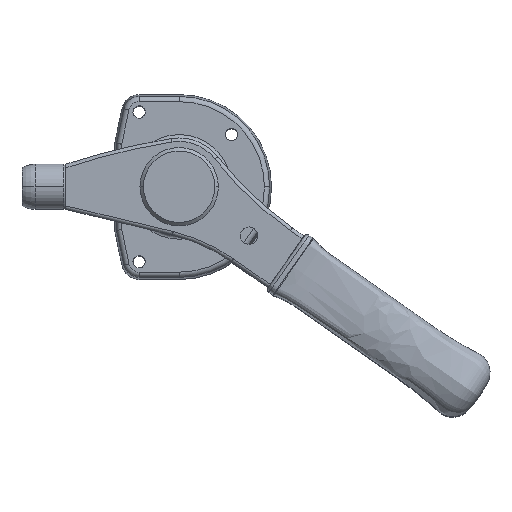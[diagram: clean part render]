
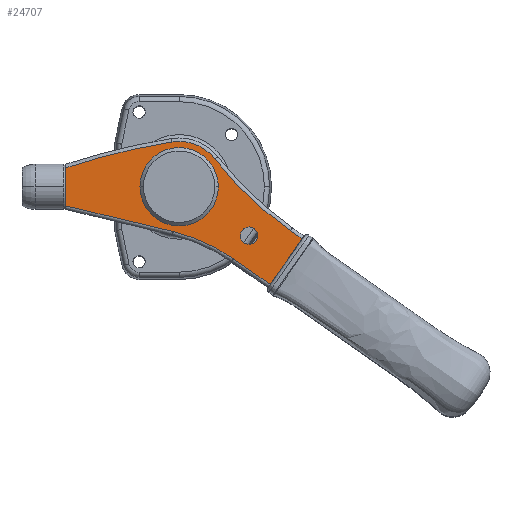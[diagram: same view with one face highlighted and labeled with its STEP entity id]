
A CAD part, top view. The second image highlights one B-rep face of the part: STEP entity #24707.
In plain terms, the highlighted planar face has unit normal (0, 0, 1).
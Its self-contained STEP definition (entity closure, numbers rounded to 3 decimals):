
#24154 = VERTEX_POINT ( 'NONE', #26040 ) ;
#24158 = EDGE_CURVE ( 'NONE', #24154, #24160, #26034, .T. ) ;
#24160 = VERTEX_POINT ( 'NONE', #26029 ) ;
#24289 = EDGE_CURVE ( 'NONE', #24290, #24333, #26500, .T. ) ;
#24290 = VERTEX_POINT ( 'NONE', #26495 ) ;
#24333 = VERTEX_POINT ( 'NONE', #26625 ) ;
#24349 = VERTEX_POINT ( 'NONE', #26670 ) ;
#24353 = EDGE_CURVE ( 'NONE', #24349, #24354, #26667, .T. ) ;
#24354 = VERTEX_POINT ( 'NONE', #26660 ) ;
#24382 = EDGE_CURVE ( 'NONE', #24354, #24349, #26718, .T. ) ;
#24568 = VERTEX_POINT ( 'NONE', #27243 ) ;
#24570 = EDGE_CURVE ( 'NONE', #24572, #24568, #27241, .T. ) ;
#24572 = VERTEX_POINT ( 'NONE', #27215 ) ;
#24581 = EDGE_CURVE ( 'NONE', #24718, #24290, #27327, .T. ) ;
#24582 = ORIENTED_EDGE ( 'NONE', *, *, #24289, .T. ) ;
#24583 = ORIENTED_EDGE ( 'NONE', *, *, #24679, .T. ) ;
#24608 = EDGE_LOOP ( 'NONE', ( #24709, #24712, #24715, #24720, #24582, #24583, #24682, #24689, #24692 ) ) ;
#24655 = ORIENTED_EDGE ( 'NONE', *, *, #24656, .F. ) ;
#24656 = EDGE_CURVE ( 'NONE', #24160, #24154, #27396, .T. ) ;
#24659 = ORIENTED_EDGE ( 'NONE', *, *, #24158, .F. ) ;
#24679 = EDGE_CURVE ( 'NONE', #24333, #24681, #27488, .T. ) ;
#24681 = VERTEX_POINT ( 'NONE', #27484 ) ;
#24682 = ORIENTED_EDGE ( 'NONE', *, *, #24685, .T. ) ;
#24685 = EDGE_CURVE ( 'NONE', #24681, #24688, #27483, .T. ) ;
#24688 = VERTEX_POINT ( 'NONE', #27478 ) ;
#24689 = ORIENTED_EDGE ( 'NONE', *, *, #24690, .T. ) ;
#24690 = EDGE_CURVE ( 'NONE', #24688, #24691, #27473, .T. ) ;
#24691 = VERTEX_POINT ( 'NONE', #27463 ) ;
#24692 = ORIENTED_EDGE ( 'NONE', *, *, #24694, .T. ) ;
#24694 = EDGE_CURVE ( 'NONE', #24691, #24572, #27535, .T. ) ;
#24697 = EDGE_LOOP ( 'NONE', ( #24700, #24701 ) ) ;
#24700 = ORIENTED_EDGE ( 'NONE', *, *, #24382, .F. ) ;
#24701 = ORIENTED_EDGE ( 'NONE', *, *, #24353, .F. ) ;
#24702 = EDGE_LOOP ( 'NONE', ( #24655, #24659 ) ) ;
#24707 = ADVANCED_FACE ( 'NONE', ( #27536, #27530, #27529 ), #27528, .T. ) ;
#24709 = ORIENTED_EDGE ( 'NONE', *, *, #24570, .T. ) ;
#24712 = ORIENTED_EDGE ( 'NONE', *, *, #24713, .T. ) ;
#24713 = EDGE_CURVE ( 'NONE', #24568, #24714, #27523, .T. ) ;
#24714 = VERTEX_POINT ( 'NONE', #27519 ) ;
#24715 = ORIENTED_EDGE ( 'NONE', *, *, #24716, .T. ) ;
#24716 = EDGE_CURVE ( 'NONE', #24714, #24718, #27518, .T. ) ;
#24718 = VERTEX_POINT ( 'NONE', #27513 ) ;
#24720 = ORIENTED_EDGE ( 'NONE', *, *, #24581, .T. ) ;
#26029 = CARTESIAN_POINT ( 'NONE',  ( 13.1, 0., 13. ) ) ;
#26030 = DIRECTION ( 'NONE',  ( 1., 0., 0. ) ) ;
#26031 = DIRECTION ( 'NONE',  ( 0., 0., 1. ) ) ;
#26032 = CARTESIAN_POINT ( 'NONE',  ( 0., 0., 13. ) ) ;
#26033 = AXIS2_PLACEMENT_3D ( 'NONE', #26032, #26031, #26030 ) ;
#26034 = CIRCLE ( 'NONE', #26033, 13.1 ) ;
#26040 = CARTESIAN_POINT ( 'NONE',  ( -13.1, 0., 13. ) ) ;
#26495 = CARTESIAN_POINT ( 'NONE',  ( 52.259, -56.125, 13. ) ) ;
#26496 = DIRECTION ( 'NONE',  ( 0.574, 0.819, 0. ) ) ;
#26497 = VECTOR ( 'NONE', #26496, 1000. ) ;
#26498 = CARTESIAN_POINT ( 'NONE',  ( 51.112, -57.763, 13. ) ) ;
#26500 = LINE ( 'NONE', #26498, #26497 ) ;
#26625 = CARTESIAN_POINT ( 'NONE',  ( 70.614, -29.912, 13. ) ) ;
#26660 = CARTESIAN_POINT ( 'NONE',  ( 45.188, -28.105, 13. ) ) ;
#26662 = DIRECTION ( 'NONE',  ( 1., 0., 0. ) ) ;
#26663 = DIRECTION ( 'NONE',  ( 0., 0., 1. ) ) ;
#26665 = CARTESIAN_POINT ( 'NONE',  ( 40.138, -28.105, 13. ) ) ;
#26666 = AXIS2_PLACEMENT_3D ( 'NONE', #26665, #26663, #26662 ) ;
#26667 = CIRCLE ( 'NONE', #26666, 5.05 ) ;
#26670 = CARTESIAN_POINT ( 'NONE',  ( 35.088, -28.105, 13. ) ) ;
#26711 = DIRECTION ( 'NONE',  ( 1., 0., 0. ) ) ;
#26713 = DIRECTION ( 'NONE',  ( 0., 0., 1. ) ) ;
#26714 = CARTESIAN_POINT ( 'NONE',  ( 40.138, -28.105, 13. ) ) ;
#26716 = AXIS2_PLACEMENT_3D ( 'NONE', #26714, #26713, #26711 ) ;
#26718 = CIRCLE ( 'NONE', #26716, 5.05 ) ;
#27215 = CARTESIAN_POINT ( 'NONE',  ( -65., 10.896, 13. ) ) ;
#27218 = DIRECTION ( 'NONE',  ( 0., -1., 0. ) ) ;
#27220 = VECTOR ( 'NONE', #27218, 1000. ) ;
#27222 = CARTESIAN_POINT ( 'NONE',  ( -65., -13., 13. ) ) ;
#27241 = LINE ( 'NONE', #27222, #27220 ) ;
#27243 = CARTESIAN_POINT ( 'NONE',  ( -65., -10.943, 13. ) ) ;
#27321 = DIRECTION ( 'NONE',  ( 0.819, -0.574, 0. ) ) ;
#27323 = VECTOR ( 'NONE', #27321, 1000. ) ;
#27325 = CARTESIAN_POINT ( 'NONE',  ( 52.259, -56.125, 13. ) ) ;
#27327 = LINE ( 'NONE', #27325, #27323 ) ;
#27392 = DIRECTION ( 'NONE',  ( 1., 0., 0. ) ) ;
#27393 = DIRECTION ( 'NONE',  ( 0., 0., 1. ) ) ;
#27394 = CARTESIAN_POINT ( 'NONE',  ( 0., 0., 13. ) ) ;
#27395 = AXIS2_PLACEMENT_3D ( 'NONE', #27394, #27393, #27392 ) ;
#27396 = CIRCLE ( 'NONE', #27395, 13.1 ) ;
#27463 = CARTESIAN_POINT ( 'NONE',  ( -4.125, 25.671, 13. ) ) ;
#27466 = DIRECTION ( 'NONE',  ( 1., 0., 0. ) ) ;
#27468 = DIRECTION ( 'NONE',  ( 0., 0., 1. ) ) ;
#27470 = CARTESIAN_POINT ( 'NONE',  ( 0., 0., 13. ) ) ;
#27471 = AXIS2_PLACEMENT_3D ( 'NONE', #27470, #27468, #27466 ) ;
#27473 = CIRCLE ( 'NONE', #27471, 26. ) ;
#27478 = CARTESIAN_POINT ( 'NONE',  ( 20.497, 15.996, 13. ) ) ;
#27479 = DIRECTION ( 'NONE',  ( 1., 0., 0. ) ) ;
#27480 = DIRECTION ( 'NONE',  ( 0., 0., -1. ) ) ;
#27481 = CARTESIAN_POINT ( 'NONE',  ( 179.745, 140.27, 13. ) ) ;
#27482 = AXIS2_PLACEMENT_3D ( 'NONE', #27481, #27480, #27479 ) ;
#27483 = CIRCLE ( 'NONE', #27482, 202. ) ;
#27484 = CARTESIAN_POINT ( 'NONE',  ( 63.883, -25.199, 13. ) ) ;
#27485 = DIRECTION ( 'NONE',  ( -0.819, 0.574, 0. ) ) ;
#27486 = VECTOR ( 'NONE', #27485, 1000. ) ;
#27487 = CARTESIAN_POINT ( 'NONE',  ( 63.883, -25.199, 13. ) ) ;
#27488 = LINE ( 'NONE', #27487, #27486 ) ;
#27513 = CARTESIAN_POINT ( 'NONE',  ( 31.227, -41.398, 13. ) ) ;
#27514 = DIRECTION ( 'NONE',  ( 1., 0., 0. ) ) ;
#27515 = DIRECTION ( 'NONE',  ( 0., 0., -1. ) ) ;
#27516 = CARTESIAN_POINT ( 'NONE',  ( -27.278, -124.951, 13. ) ) ;
#27517 = AXIS2_PLACEMENT_3D ( 'NONE', #27516, #27515, #27514 ) ;
#27518 = CIRCLE ( 'NONE', #27517, 102. ) ;
#27519 = CARTESIAN_POINT ( 'NONE',  ( -3.384, -25.789, 13. ) ) ;
#27520 = DIRECTION ( 'NONE',  ( 0.972, -0.234, 0. ) ) ;
#27521 = VECTOR ( 'NONE', #27520, 1000. ) ;
#27522 = CARTESIAN_POINT ( 'NONE',  ( -3.384, -25.789, 13. ) ) ;
#27523 = LINE ( 'NONE', #27522, #27521 ) ;
#27524 = DIRECTION ( 'NONE',  ( 1., 0., 0. ) ) ;
#27525 = DIRECTION ( 'NONE',  ( 0., 0., 1. ) ) ;
#27526 = CARTESIAN_POINT ( 'NONE',  ( -27.278, -124.951, 13. ) ) ;
#27527 = AXIS2_PLACEMENT_3D ( 'NONE', #27526, #27525, #27524 ) ;
#27528 = PLANE ( 'NONE',  #27527 ) ;
#27529 = FACE_BOUND ( 'NONE', #24702, .T. ) ;
#27530 = FACE_BOUND ( 'NONE', #24697, .T. ) ;
#27531 = DIRECTION ( 'NONE',  ( 1., 0., 0. ) ) ;
#27532 = DIRECTION ( 'NONE',  ( 0., 0., 1. ) ) ;
#27533 = CARTESIAN_POINT ( 'NONE',  ( 59.019, -367.288, 13. ) ) ;
#27534 = AXIS2_PLACEMENT_3D ( 'NONE', #27533, #27532, #27531 ) ;
#27535 = CIRCLE ( 'NONE', #27534, 398. ) ;
#27536 = FACE_OUTER_BOUND ( 'NONE', #24608, .T. ) ;
